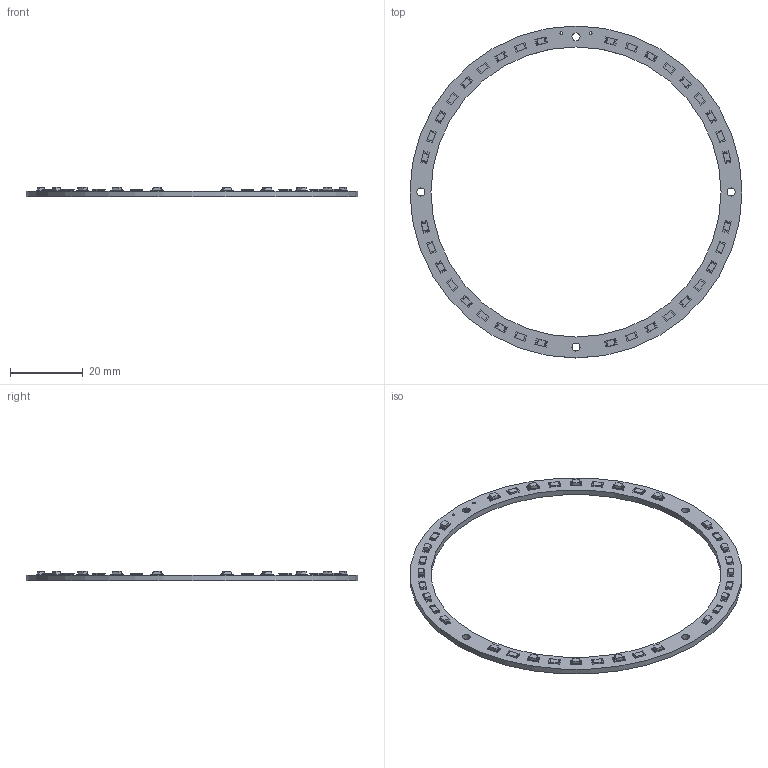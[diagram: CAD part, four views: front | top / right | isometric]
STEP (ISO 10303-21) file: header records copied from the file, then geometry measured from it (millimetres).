
FILE_DESCRIPTION(('Open CASCADE Model'),'2;1');
FILE_NAME('Open CASCADE Shape Model','2020-08-04T22:46:43',('Author'),( 'Open CASCADE'),'Open CASCADE STEP processor 6.8','Open CASCADE 6.8' ,'Unknown');
FILE_SCHEMA(('AUTOMOTIVE_DESIGN { 1 0 10303 214 1 1 1 1 }'));
Length unit declared in the file: millimetre
Products named in the file (44): PCB; Board; Open CASCADE STEP translator 6.8 1.1.1; 1-R4; 1206; BODY_1206; LEAD_1206; 1-R3; 1-R2; 1-R1; 4-R1; 4-R2; 4-R3; 4-R4; 3-R1; 3-R2; 3-R3; 3-R4; 2-R1; 2-R2; 2-R3; 2-R4; 1-HL1; User_Library-FYLS-1206; 1-HL2; 1-HL3; 1-HL4; 1-HL5; 4-HL5; 4-HL4; 4-HL3; 4-HL2; 4-HL1; 3-HL5; 3-HL4; 3-HL3; 3-HL2; 3-HL1; 2-HL5; 2-HL4 ...
Assembly tree (78 placements, depth 5):
  PCB
    Board
      Open CASCADE STEP translator 6.8 1.1.1
    1-R4
      1206
        1206
          BODY_1206
          LEAD_1206  x2
    1-R3
      1206
        1206
          BODY_1206
          LEAD_1206  x2
    1-R2
      1206
        1206
          BODY_1206
          LEAD_1206  x2
    1-R1
      1206
        1206
          BODY_1206
          LEAD_1206  x2
    4-R1
      1206
        1206
          BODY_1206
          LEAD_1206  x2
    4-R2
      1206
        1206
          BODY_1206
          LEAD_1206  x2
    4-R3
      1206
        1206
          BODY_1206
          LEAD_1206  x2
    4-R4
      1206
        1206
          BODY_1206
          LEAD_1206  x2
    3-R1
      1206
        1206
          BODY_1206
          LEAD_1206  x2
    3-R2
      1206
        1206
          BODY_1206
          LEAD_1206  x2
    3-R3
      1206
        1206
          BODY_1206
          LEAD_1206  x2
    3-R4
      1206
Bounding box: 91 x 91 x 2.69 mm (x, y, z)
Volume: 2534.8 mm3; surface area: 4828.9 mm2
Topology: 89 solids, 89 shells, 1029 faces, 2413 edges, 1582 vertices
Faces by surface type: plane 902, cylinder 127
Full cylindrical faces by diameter (mm): 0.8 x2, 2.2 x3, 79.5 x1, 91 x1
Entity records: 3651 total; most frequent: DIRECTION 537, CARTESIAN_POINT 484, ORIENTED_EDGE 394, EDGE_CURVE 197, AXIS2_PLACEMENT_3D 183, LINE 171, VECTOR 171, VERTEX_POINT 130
